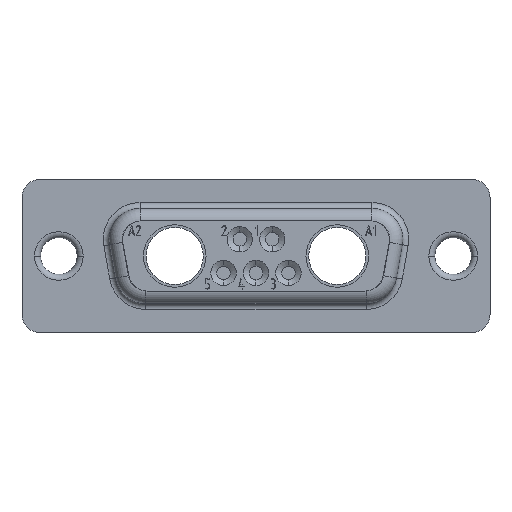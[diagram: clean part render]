
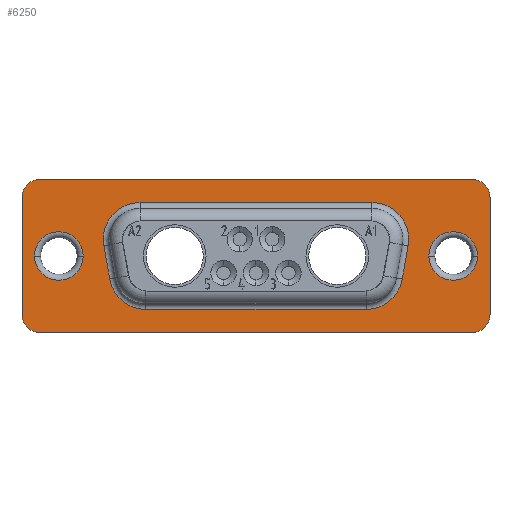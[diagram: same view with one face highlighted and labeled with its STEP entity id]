
A CAD part, front view. The second image highlights one B-rep face of the part: STEP entity #6250.
In plain terms, the highlighted face is planar.
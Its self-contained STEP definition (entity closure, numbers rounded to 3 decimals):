
#1370=CARTESIAN_POINT('',(-222.401,178.077,0.66));
#1380=VERTEX_POINT('',#1370);
#1410=CARTESIAN_POINT('',(-220.901,178.077,0.66));
#1420=DIRECTION('',(0.,0.,-1.));
#1430=DIRECTION('',(0.,-1.,0.));
#1440=AXIS2_PLACEMENT_3D('',#1410,#1420,#1430);
#1450=CIRCLE('',#1440,1.5);
#1460=CARTESIAN_POINT('',(-220.901,176.577,0.66));
#1470=VERTEX_POINT('',#1460);
#1480=EDGE_CURVE('',#1470,#1380,#1450,.T.);
#4520=CARTESIAN_POINT('',(-228.883,159.179,0.66));
#4530=DIRECTION('',(0.,0.,1.));
#4540=DIRECTION('',(0.,1.,0.));
#4550=AXIS2_PLACEMENT_3D('',#4520,#4530,#4540);
#4560=PLANE('',#4550);
#4570=CARTESIAN_POINT('',(-215.936,212.987,0.66));
#4580=DIRECTION('',(0.,0.,1.));
#4590=DIRECTION('',(0.,1.,0.));
#4600=AXIS2_PLACEMENT_3D('',#4570,#4580,#4590);
#4610=CIRCLE('',#4600,2.05);
#4620=CARTESIAN_POINT('',(-217.986,212.987,0.66));
#4630=VERTEX_POINT('',#4620);
#4640=CARTESIAN_POINT('',(-215.936,210.937,0.66));
#4650=VERTEX_POINT('',#4640);
#4660=EDGE_CURVE('',#4630,#4650,#4610,.T.);
#4670=ORIENTED_EDGE('',*,*,#4660,.F.);
#4680=CARTESIAN_POINT('',(-215.936,215.037,0.66));
#4690=VERTEX_POINT('',#4680);
#4700=EDGE_CURVE('',#4650,#4690,#4610,.T.);
#4710=ORIENTED_EDGE('',*,*,#4700,.F.);
#4720=EDGE_CURVE('',#4690,#4630,#4610,.T.);
#4730=ORIENTED_EDGE('',*,*,#4720,.F.);
#4740=EDGE_LOOP('',(#4730,#4710,#4670));
#4750=FACE_BOUND('',#4740,.T.);
#4760=CARTESIAN_POINT('',(-217.346,205.635,0.66
));
#4770=DIRECTION('',(0.,0.,-1.));
#4780=DIRECTION('',(-1.,0.,0.));
#4790=AXIS2_PLACEMENT_3D('',#4760,#4770,#4780);
#4800=CIRCLE('',#4790,3.1);
#4810=CARTESIAN_POINT('',(-220.446,205.635,0.66
));
#4820=VERTEX_POINT('',#4810);
#4830=CARTESIAN_POINT('',(-217.884,208.688,
0.66));
#4840=VERTEX_POINT('',#4830);
#4850=EDGE_CURVE('',#4820,#4840,#4800,.T.);
#4860=ORIENTED_EDGE('',*,*,#4850,.T.);
#4870=CARTESIAN_POINT('',(-220.446,175.246,0.66
));
#4880=DIRECTION('',(0.,1.,0.));
#4890=VECTOR('',#4880,1.);
#4900=LINE('',#4870,#4890);
#4910=CARTESIAN_POINT('',(-220.446,187.04,0.66
));
#4920=VERTEX_POINT('',#4910);
#4930=EDGE_CURVE('',#4920,#4820,#4900,.T.);
#4940=ORIENTED_EDGE('',*,*,#4930,.T.);
#4950=CARTESIAN_POINT('',(-217.346,187.04,0.66
));
#4960=DIRECTION('',(0.,0.,-1.));
#4970=DIRECTION('',(-1.,0.,0.));
#4980=AXIS2_PLACEMENT_3D('',#4950,#4960,#4970);
#4990=CIRCLE('',#4980,3.1);
#5000=CARTESIAN_POINT('',(-217.884,183.987,
0.66));
#5010=VERTEX_POINT('',#5000);
#5020=EDGE_CURVE('',#5010,#4920,#4990,.T.);
#5030=ORIENTED_EDGE('',*,*,#5020,.T.);
#5040=CARTESIAN_POINT('',(-194.125,179.797,
0.66));
#5050=DIRECTION('',(-0.985,0.174,0.));
#5060=VECTOR('',#5050,1.);
#5070=LINE('',#5040,#5060);
#5080=CARTESIAN_POINT('',(-215.064,183.489,
0.66));
#5090=VERTEX_POINT('',#5080);
#5100=EDGE_CURVE('',#5090,#5010,#5070,.T.);
#5110=ORIENTED_EDGE('',*,*,#5100,.T.);
#5120=CARTESIAN_POINT('',(-214.526,186.542,0.66));
#5130=DIRECTION('',(0.,0.,1.));
#5140=DIRECTION('',(1.,0.,0.));
#5150=AXIS2_PLACEMENT_3D('',#5120,#5130,#5140);
#5160=CIRCLE('',#5150,3.1);
#5170=CARTESIAN_POINT('',(-211.426,186.542,0.66));
#5180=VERTEX_POINT('',#5170);
#5190=EDGE_CURVE('',#5090,#5180,#5160,.T.);
#5200=ORIENTED_EDGE('',*,*,#5190,.F.);
#5210=CARTESIAN_POINT('',(-211.426,175.246,0.66
));
#5220=DIRECTION('',(0.,-1.,0.));
#5230=VECTOR('',#5220,1.);
#5240=LINE('',#5210,#5230);
#5250=CARTESIAN_POINT('',(-211.426,206.132,0.66));
#5260=VERTEX_POINT('',#5250);
#5270=EDGE_CURVE('',#5260,#5180,#5240,.T.);
#5280=ORIENTED_EDGE('',*,*,#5270,.T.);
#5290=CARTESIAN_POINT('',(-214.526,206.132,0.66));
#5300=DIRECTION('',(0.,0.,1.));
#5310=DIRECTION('',(1.,0.,0.));
#5320=AXIS2_PLACEMENT_3D('',#5290,#5300,#5310);
#5330=CIRCLE('',#5320,3.1);
#5340=CARTESIAN_POINT('',(-215.064,209.185,
0.66));
#5350=VERTEX_POINT('',#5340);
#5360=EDGE_CURVE('',#5260,#5350,#5330,.T.);
#5370=ORIENTED_EDGE('',*,*,#5360,.F.);
#5380=CARTESIAN_POINT('',(-194.125,212.877,
0.66));
#5390=DIRECTION('',(0.985,0.174,0.));
#5400=VECTOR('',#5390,1.);
#5410=LINE('',#5380,#5400);
#5420=EDGE_CURVE('',#4840,#5350,#5410,.T.);
#5430=ORIENTED_EDGE('',*,*,#5420,.T.);
#5440=EDGE_LOOP('',(#5430,#5370,#5280,#5200,#5110,#5030,#4940,#4860));
#5450=FACE_BOUND('',#5440,.T.);
#5460=CARTESIAN_POINT('',(-215.936,179.687,0.66));
#5470=DIRECTION('',(0.,0.,1.));
#5480=DIRECTION('',(0.,1.,0.));
#5490=AXIS2_PLACEMENT_3D('',#5460,#5470,#5480);
#5500=CIRCLE('',#5490,2.05);
#5510=CARTESIAN_POINT('',(-217.986,179.687,0.66));
#5520=VERTEX_POINT('',#5510);
#5530=CARTESIAN_POINT('',(-215.936,177.637,0.66));
#5540=VERTEX_POINT('',#5530);
#5550=EDGE_CURVE('',#5520,#5540,#5500,.T.);
#5560=ORIENTED_EDGE('',*,*,#5550,.F.);
#5570=CARTESIAN_POINT('',(-215.936,181.737,0.66));
#5580=VERTEX_POINT('',#5570);
#5590=EDGE_CURVE('',#5540,#5580,#5500,.T.);
#5600=ORIENTED_EDGE('',*,*,#5590,.F.);
#5610=EDGE_CURVE('',#5580,#5520,#5500,.T.);
#5620=ORIENTED_EDGE('',*,*,#5610,.F.);
#5630=EDGE_LOOP('',(#5620,#5600,#5560));
#5640=FACE_BOUND('',#5630,.T.);
#5650=CARTESIAN_POINT('',(-210.971,178.077,0.66));
#5660=DIRECTION('',(0.,0.,1.));
#5670=DIRECTION('',(0.,1.,0.));
#5680=AXIS2_PLACEMENT_3D('',#5650,#5660,#5670);
#5690=CIRCLE('',#5680,1.5);
#5700=CARTESIAN_POINT('',(-210.971,176.577,0.66));
#5710=VERTEX_POINT('',#5700);
#5720=CARTESIAN_POINT('',(-209.471,178.077,0.66));
#5730=VERTEX_POINT('',#5720);
#5740=EDGE_CURVE('',#5710,#5730,#5690,.T.);
#5750=ORIENTED_EDGE('',*,*,#5740,.T.);
#5760=CARTESIAN_POINT('',(-194.125,176.577,0.66
));
#5770=DIRECTION('',(-1.,0.,0.));
#5780=VECTOR('',#5770,1.);
#5790=LINE('',#5760,#5780);
#5800=EDGE_CURVE('',#5710,#1470,#5790,.T.);
#5810=ORIENTED_EDGE('',*,*,#5800,.F.);
#5820=ORIENTED_EDGE('',*,*,#1480,.F.);
#5830=CARTESIAN_POINT('',(-222.401,175.246,0.66
));
#5840=DIRECTION('',(0.,1.,0.));
#5850=VECTOR('',#5840,1.);
#5860=LINE('',#5830,#5850);
#5870=CARTESIAN_POINT('',(-222.401,214.597,0.66));
#5880=VERTEX_POINT('',#5870);
#5890=EDGE_CURVE('',#1380,#5880,#5860,.T.);
#5900=ORIENTED_EDGE('',*,*,#5890,.F.);
#5910=CARTESIAN_POINT('',(-220.901,214.597,0.66));
#5920=DIRECTION('',(0.,0.,1.));
#5930=DIRECTION('',(1.,0.,0.));
#5940=AXIS2_PLACEMENT_3D('',#5910,#5920,#5930);
#5950=CIRCLE('',#5940,1.5);
#5960=CARTESIAN_POINT('',(-220.901,216.097,0.66));
#5970=VERTEX_POINT('',#5960);
#5980=EDGE_CURVE('',#5970,#5880,#5950,.T.);
#5990=ORIENTED_EDGE('',*,*,#5980,.T.);
#6000=CARTESIAN_POINT('',(-194.125,216.097,0.66
));
#6010=DIRECTION('',(1.,0.,0.));
#6020=VECTOR('',#6010,1.);
#6030=LINE('',#6000,#6020);
#6040=CARTESIAN_POINT('',(-210.971,216.097,0.66));
#6050=VERTEX_POINT('',#6040);
#6060=EDGE_CURVE('',#5970,#6050,#6030,.T.);
#6070=ORIENTED_EDGE('',*,*,#6060,.F.);
#6080=CARTESIAN_POINT('',(-210.971,214.597,0.66));
#6090=DIRECTION('',(0.,0.,-1.));
#6100=DIRECTION('',(-1.,0.,0.));
#6110=AXIS2_PLACEMENT_3D('',#6080,#6090,#6100);
#6120=CIRCLE('',#6110,1.5);
#6130=CARTESIAN_POINT('',(-209.471,214.597,0.66));
#6140=VERTEX_POINT('',#6130);
#6150=EDGE_CURVE('',#6050,#6140,#6120,.T.);
#6160=ORIENTED_EDGE('',*,*,#6150,.F.);
#6170=CARTESIAN_POINT('',(-209.471,175.246,0.66
));
#6180=DIRECTION('',(0.,-1.,0.));
#6190=VECTOR('',#6180,1.);
#6200=LINE('',#6170,#6190);
#6210=EDGE_CURVE('',#6140,#5730,#6200,.T.);
#6220=ORIENTED_EDGE('',*,*,#6210,.F.);
#6230=EDGE_LOOP('',(#6220,#6160,#6070,#5990,#5900,#5820,#5810,#5750));
#6240=FACE_OUTER_BOUND('',#6230,.T.);
#6250=ADVANCED_FACE('',(#4750,#5450,#5640,#6240),#4560,.T.);
